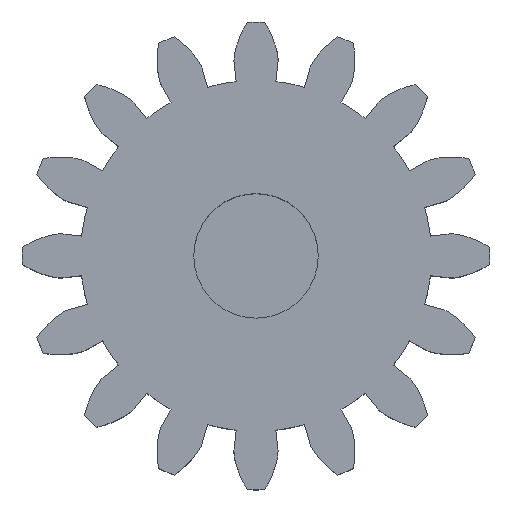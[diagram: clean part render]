
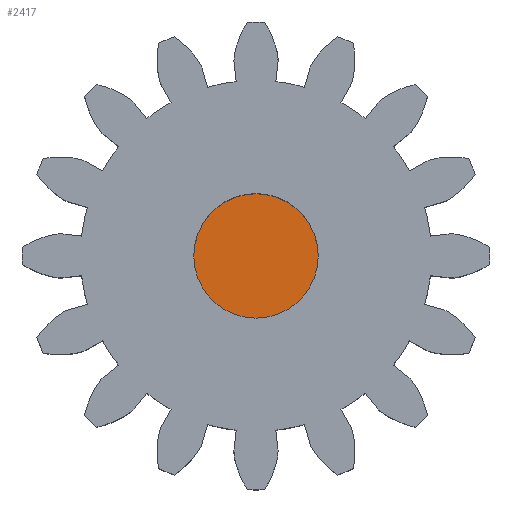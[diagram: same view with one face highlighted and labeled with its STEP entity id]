
A CAD part, top view. The second image highlights one B-rep face of the part: STEP entity #2417.
In plain terms, the highlighted face is planar.
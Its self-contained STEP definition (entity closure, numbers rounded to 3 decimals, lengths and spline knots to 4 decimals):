
#180=PLANE('',#2566);
#248=FACE_OUTER_BOUND('',#380,.T.);
#380=EDGE_LOOP('',(#1613));
#899=CIRCLE('',#2565,2.3);
#965=VERTEX_POINT('',#3266);
#1224=EDGE_CURVE('',#965,#965,#899,.T.);
#1613=ORIENTED_EDGE('',*,*,#1224,.F.);
#2417=ADVANCED_FACE('',(#248),#180,.F.);
#2565=AXIS2_PLACEMENT_3D('',#3268,#2739,#2740);
#2566=AXIS2_PLACEMENT_3D('',#3269,#2741,#2742);
#2739=DIRECTION('center_axis',(0.,0.,1.));
#2740=DIRECTION('ref_axis',(1.,0.,0.));
#2741=DIRECTION('center_axis',(0.,0.,1.));
#2742=DIRECTION('ref_axis',(1.,0.,0.));
#3266=CARTESIAN_POINT('',(-2.3,0.,4.));
#3268=CARTESIAN_POINT('Origin',(0.,0.,4.));
#3269=CARTESIAN_POINT('Origin',(0.,0.,4.));
